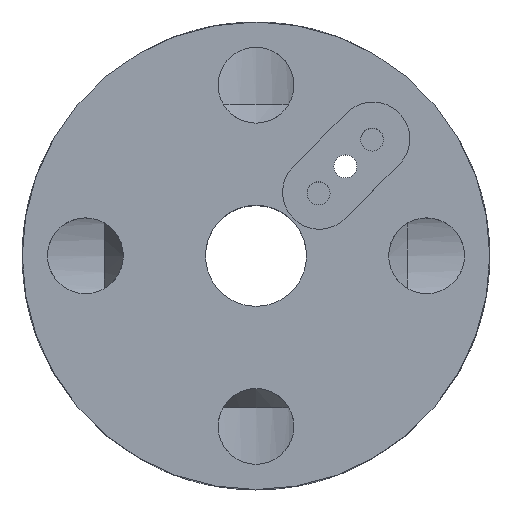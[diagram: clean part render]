
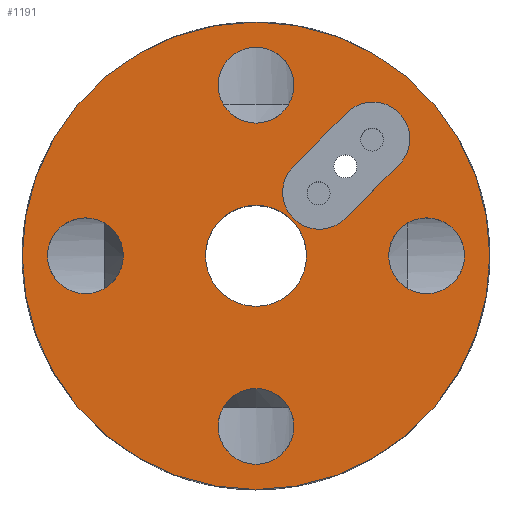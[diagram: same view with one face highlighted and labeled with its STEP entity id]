
A CAD part, top view. The second image highlights one B-rep face of the part: STEP entity #1191.
In plain terms, the highlighted planar face has unit normal (0, 0, 1).
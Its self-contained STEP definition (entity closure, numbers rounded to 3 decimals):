
#130=CARTESIAN_POINT('',(16.5,0.,9.25));
#131=VERTEX_POINT('',#130);
#132=CARTESIAN_POINT('',(13.5,0.,9.25));
#133=DIRECTION('',(0.0,0.0,-1.0));
#134=DIRECTION('',(-1.0,0.0,0.0));
#135=AXIS2_PLACEMENT_3D('',#132,#133,#134);
#136=CIRCLE('',#135,3.);
#137=EDGE_CURVE('',#131,#131,#136,.T.);
#204=CARTESIAN_POINT('',(3.,13.5,9.25));
#205=VERTEX_POINT('',#204);
#206=CARTESIAN_POINT('',(0.0,13.5,9.25));
#207=DIRECTION('',(0.0,0.0,-1.0));
#208=DIRECTION('',(-1.0,0.0,0.0));
#209=AXIS2_PLACEMENT_3D('',#206,#207,#208);
#210=CIRCLE('',#209,3.);
#211=EDGE_CURVE('',#205,#205,#210,.T.);
#278=CARTESIAN_POINT('',(-10.5,0.,9.25));
#279=VERTEX_POINT('',#278);
#280=CARTESIAN_POINT('',(-13.5,0.,9.25));
#281=DIRECTION('',(0.0,0.0,-1.0));
#282=DIRECTION('',(-1.0,0.0,0.0));
#283=AXIS2_PLACEMENT_3D('',#280,#281,#282);
#284=CIRCLE('',#283,3.);
#285=EDGE_CURVE('',#279,#279,#284,.T.);
#352=CARTESIAN_POINT('',(3.,-13.5,9.25));
#353=VERTEX_POINT('',#352);
#354=CARTESIAN_POINT('',(0.,-13.5,9.25));
#355=DIRECTION('',(0.0,0.0,-1.0));
#356=DIRECTION('',(-1.0,0.0,0.0));
#357=AXIS2_PLACEMENT_3D('',#354,#355,#356);
#358=CIRCLE('',#357,3.);
#359=EDGE_CURVE('',#353,#353,#358,.T.);
#640=CARTESIAN_POINT('',(11.25,7.134,9.25));
#641=VERTEX_POINT('',#640);
#648=CARTESIAN_POINT('',(7.134,11.25,9.25));
#649=VERTEX_POINT('',#648);
#650=CARTESIAN_POINT('',(9.255,9.255,9.25));
#651=DIRECTION('',(0.0,0.0,-1.0));
#652=DIRECTION('',(-0.685,0.728,0.0));
#653=AXIS2_PLACEMENT_3D('',#650,#651,#652);
#654=CIRCLE('',#653,2.911);
#655=EDGE_CURVE('',#649,#641,#654,.T.);
#679=CARTESIAN_POINT('',(7.07,2.957,9.25));
#680=VERTEX_POINT('',#679);
#687=CARTESIAN_POINT('',(11.25,7.134,9.25));
#688=DIRECTION('',(-0.707,-0.707,0.0));
#689=VECTOR('',#688,5.909);
#690=LINE('',#687,#689);
#691=EDGE_CURVE('',#641,#680,#690,.T.);
#711=CARTESIAN_POINT('',(2.957,7.07,9.25));
#712=VERTEX_POINT('',#711);
#719=CARTESIAN_POINT('',(5.014,5.014,9.25));
#720=DIRECTION('',(0.0,0.0,-1.0));
#721=DIRECTION('',(0.707,-0.707,0.0));
#722=AXIS2_PLACEMENT_3D('',#719,#720,#721);
#723=CIRCLE('',#722,2.909);
#724=EDGE_CURVE('',#680,#712,#723,.T.);
#742=CARTESIAN_POINT('',(2.957,7.07,9.25));
#743=DIRECTION('',(0.707,0.707,0.0));
#744=VECTOR('',#743,5.909);
#745=LINE('',#742,#744);
#746=EDGE_CURVE('',#712,#649,#745,.T.);
#920=CARTESIAN_POINT('',(4.0,0.,9.25));
#921=VERTEX_POINT('',#920);
#922=CARTESIAN_POINT('',(0.0,0.0,9.25));
#923=DIRECTION('',(0.0,0.0,-1.0));
#924=DIRECTION('',(-1.0,0.0,0.0));
#925=AXIS2_PLACEMENT_3D('',#922,#923,#924);
#926=CIRCLE('',#925,4.0);
#927=EDGE_CURVE('',#921,#921,#926,.T.);
#1150=CARTESIAN_POINT('',(18.5,0.,9.25));
#1151=VERTEX_POINT('',#1150);
#1152=CARTESIAN_POINT('',(0.0,0.0,9.25));
#1153=DIRECTION('',(0.0,0.0,-1.0));
#1154=DIRECTION('',(-1.0,0.0,0.0));
#1155=AXIS2_PLACEMENT_3D('',#1152,#1153,#1154);
#1156=CIRCLE('',#1155,18.5);
#1157=EDGE_CURVE('',#1151,#1151,#1156,.T.);
#1162=CARTESIAN_POINT('',(0.0,0.0,9.25));
#1163=DIRECTION('',(0.0,0.0,-1.0));
#1164=DIRECTION('',(-1.0,0.0,0.0));
#1165=AXIS2_PLACEMENT_3D('',#1162,#1163,#1164);
#1166=PLANE('',#1165);
#1167=ORIENTED_EDGE('',*,*,#1157,.F.);
#1168=EDGE_LOOP('',(#1167));
#1169=FACE_OUTER_BOUND('',#1168,.T.);
#1170=ORIENTED_EDGE('',*,*,#137,.T.);
#1171=EDGE_LOOP('',(#1170));
#1172=FACE_BOUND('',#1171,.T.);
#1173=ORIENTED_EDGE('',*,*,#211,.T.);
#1174=EDGE_LOOP('',(#1173));
#1175=FACE_BOUND('',#1174,.T.);
#1176=ORIENTED_EDGE('',*,*,#285,.T.);
#1177=EDGE_LOOP('',(#1176));
#1178=FACE_BOUND('',#1177,.T.);
#1179=ORIENTED_EDGE('',*,*,#359,.T.);
#1180=EDGE_LOOP('',(#1179));
#1181=FACE_BOUND('',#1180,.T.);
#1182=ORIENTED_EDGE('',*,*,#655,.T.);
#1183=ORIENTED_EDGE('',*,*,#691,.T.);
#1184=ORIENTED_EDGE('',*,*,#724,.T.);
#1185=ORIENTED_EDGE('',*,*,#746,.T.);
#1186=EDGE_LOOP('',(#1182,#1183,#1184,#1185));
#1187=FACE_BOUND('',#1186,.T.);
#1188=ORIENTED_EDGE('',*,*,#927,.T.);
#1189=EDGE_LOOP('',(#1188));
#1190=FACE_BOUND('',#1189,.T.);
#1191=ADVANCED_FACE('',(#1169,#1172,#1175,#1178,#1181,#1187,#1190),#1166,.F.);
